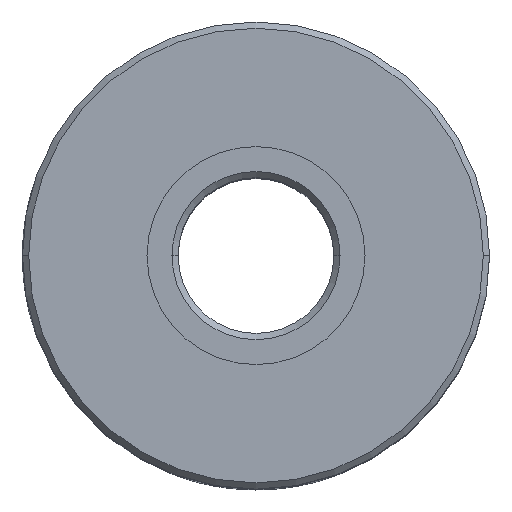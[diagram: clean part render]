
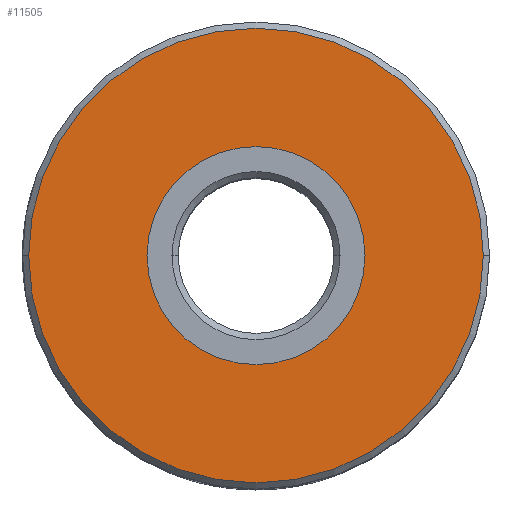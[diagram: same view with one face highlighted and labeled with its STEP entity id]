
A CAD part, top view. The second image highlights one B-rep face of the part: STEP entity #11505.
In plain terms, the highlighted planar face has unit normal (0, 0, 1).
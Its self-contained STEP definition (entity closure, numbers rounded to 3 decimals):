
#810 = EDGE_CURVE ( 'NONE', #4078, #11211, #6560, .T. ) ;
#812 = CARTESIAN_POINT ( 'NONE',  ( 7.3, 0., 8.2 ) ) ;
#1501 = DIRECTION ( 'NONE',  ( 0., 0., 1. ) ) ;
#1745 = EDGE_LOOP ( 'NONE', ( #11162, #1896 ) ) ;
#1896 = ORIENTED_EDGE ( 'NONE', *, *, #10509, .F. ) ;
#1978 = CIRCLE ( 'NONE', #10458, 3.5 ) ;
#3157 = CIRCLE ( 'NONE', #6516, 7.3 ) ;
#3255 = FACE_BOUND ( 'NONE', #1745, .T. ) ;
#3280 = AXIS2_PLACEMENT_3D ( 'NONE', #5444, #12003, #6365 ) ;
#3408 = PLANE ( 'NONE',  #5094 ) ;
#3627 = CARTESIAN_POINT ( 'NONE',  ( -3.5, 0., 8.2 ) ) ;
#3862 = FACE_OUTER_BOUND ( 'NONE', #10596, .T. ) ;
#4078 = VERTEX_POINT ( 'NONE', #812 ) ;
#4142 = ORIENTED_EDGE ( 'NONE', *, *, #810, .T. ) ;
#4164 = DIRECTION ( 'NONE',  ( 1., 0., 0. ) ) ;
#4361 = ORIENTED_EDGE ( 'NONE', *, *, #5063, .T. ) ;
#4504 = DIRECTION ( 'NONE',  ( 1., 0., 0. ) ) ;
#5063 = EDGE_CURVE ( 'NONE', #11211, #4078, #3157, .T. ) ;
#5094 = AXIS2_PLACEMENT_3D ( 'NONE', #10001, #5303, #11884 ) ;
#5098 = DIRECTION ( 'NONE',  ( 0., 0., 1. ) ) ;
#5303 = DIRECTION ( 'NONE',  ( 0., 0., 1. ) ) ;
#5380 = DIRECTION ( 'NONE',  ( 0., 0., 1. ) ) ;
#5444 = CARTESIAN_POINT ( 'NONE',  ( 0., 0., 8.2 ) ) ;
#6365 = DIRECTION ( 'NONE',  ( 1., 0., 0. ) ) ;
#6516 = AXIS2_PLACEMENT_3D ( 'NONE', #10730, #5098, #4164 ) ;
#6560 = CIRCLE ( 'NONE', #6582, 7.3 ) ;
#6582 = AXIS2_PLACEMENT_3D ( 'NONE', #11018, #5380, #4504 ) ;
#7099 = CARTESIAN_POINT ( 'NONE',  ( 0., 0., 8.2 ) ) ;
#7318 = CARTESIAN_POINT ( 'NONE',  ( 3.5, 0., 8.2 ) ) ;
#8072 = DIRECTION ( 'NONE',  ( 1., 0., 0. ) ) ;
#8591 = CIRCLE ( 'NONE', #3280, 3.5 ) ;
#9105 = VERTEX_POINT ( 'NONE', #7318 ) ;
#10001 = CARTESIAN_POINT ( 'NONE',  ( 0., 0., 8.2 ) ) ;
#10340 = EDGE_CURVE ( 'NONE', #10605, #9105, #1978, .T. ) ;
#10458 = AXIS2_PLACEMENT_3D ( 'NONE', #7099, #1501, #8072 ) ;
#10509 = EDGE_CURVE ( 'NONE', #9105, #10605, #8591, .T. ) ;
#10596 = EDGE_LOOP ( 'NONE', ( #4361, #4142 ) ) ;
#10605 = VERTEX_POINT ( 'NONE', #3627 ) ;
#10624 = CARTESIAN_POINT ( 'NONE',  ( -7.3, 0., 8.2 ) ) ;
#10730 = CARTESIAN_POINT ( 'NONE',  ( 0., 0., 8.2 ) ) ;
#11018 = CARTESIAN_POINT ( 'NONE',  ( 0., 0., 8.2 ) ) ;
#11162 = ORIENTED_EDGE ( 'NONE', *, *, #10340, .F. ) ;
#11211 = VERTEX_POINT ( 'NONE', #10624 ) ;
#11505 = ADVANCED_FACE ( 'NONE', ( #3862, #3255 ), #3408, .T. ) ;
#11884 = DIRECTION ( 'NONE',  ( 1., 0., 0. ) ) ;
#12003 = DIRECTION ( 'NONE',  ( 0., 0., 1. ) ) ;
